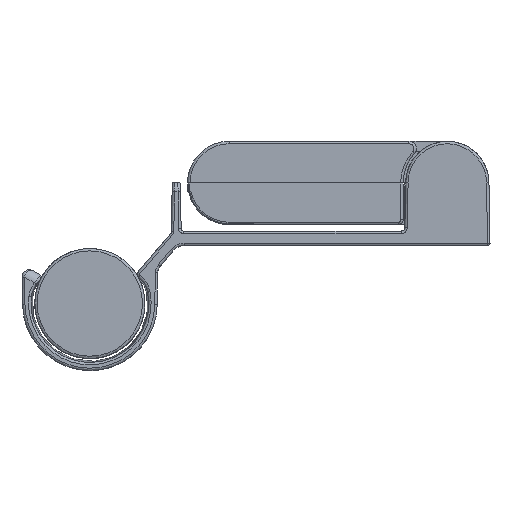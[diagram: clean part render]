
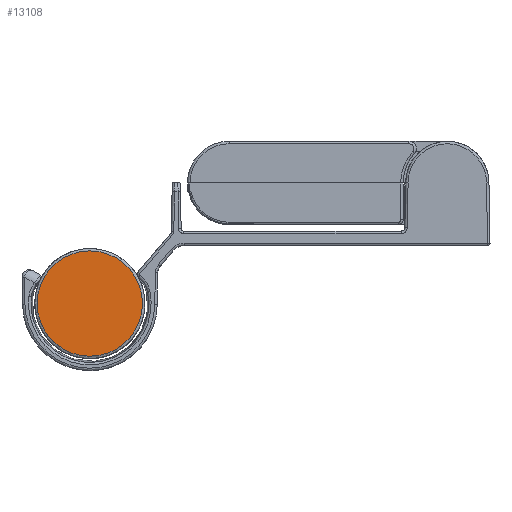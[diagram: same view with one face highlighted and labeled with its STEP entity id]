
A CAD part, left-side view. The second image highlights one B-rep face of the part: STEP entity #13108.
In plain terms, the highlighted planar face has unit normal (-1, 0, 0).
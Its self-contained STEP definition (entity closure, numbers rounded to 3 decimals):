
#982 = DIRECTION ( 'NONE',  ( -1., 0., 0. ) ) ;
#3077 = ORIENTED_EDGE ( 'NONE', *, *, #10811, .T. ) ;
#3213 = CARTESIAN_POINT ( 'NONE',  ( 0., 1.257, 24.683 ) ) ;
#3567 = EDGE_LOOP ( 'NONE', ( #3077 ) ) ;
#4821 = VERTEX_POINT ( 'NONE', #3213 ) ;
#5670 = DIRECTION ( 'NONE',  ( 0., 0., 1. ) ) ;
#5858 = PLANE ( 'NONE',  #18277 ) ;
#5949 = CARTESIAN_POINT ( 'NONE',  ( 0., 1.257, 13.933 ) ) ;
#8030 = AXIS2_PLACEMENT_3D ( 'NONE', #16796, #982, #11178 ) ;
#10811 = EDGE_CURVE ( 'NONE', #4821, #4821, #12599, .T. ) ;
#11178 = DIRECTION ( 'NONE',  ( 0., 0., 1. ) ) ;
#11680 = DIRECTION ( 'NONE',  ( -1., 0., 0. ) ) ;
#12599 = CIRCLE ( 'NONE', #8030, 10.75 ) ;
#13108 = ADVANCED_FACE ( 'NONE', ( #17548 ), #5858, .T. ) ;
#16796 = CARTESIAN_POINT ( 'NONE',  ( 0., 1.257, 13.933 ) ) ;
#17548 = FACE_OUTER_BOUND ( 'NONE', #3567, .T. ) ;
#18277 = AXIS2_PLACEMENT_3D ( 'NONE', #5949, #11680, #5670 ) ;
